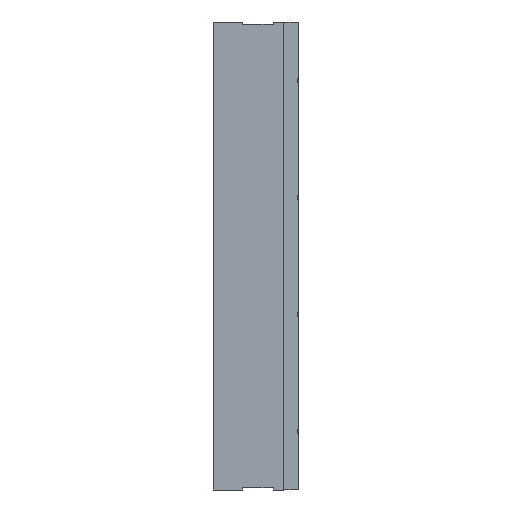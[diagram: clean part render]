
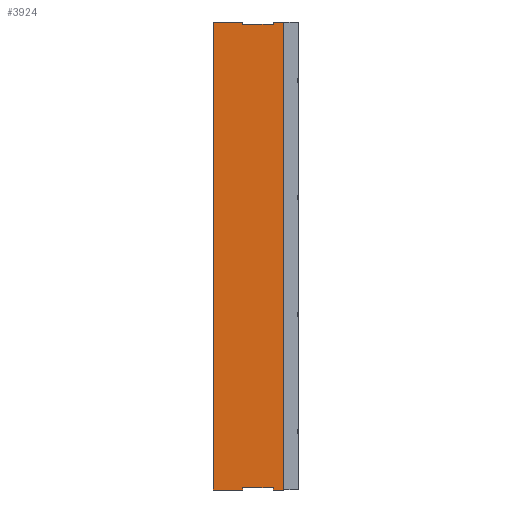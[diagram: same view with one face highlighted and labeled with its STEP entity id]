
A CAD part, left-side view. The second image highlights one B-rep face of the part: STEP entity #3924.
In plain terms, the highlighted face is planar.
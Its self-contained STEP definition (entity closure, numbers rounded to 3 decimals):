
#262=PLANE('',#4242);
#441=FACE_OUTER_BOUND('',#653,.T.);
#653=EDGE_LOOP('',(#2914,#2915,#2916,#2917,#2918,#2919,#2920,#2921,#2922,
#2923,#2924,#2925));
#871=LINE('',#5590,#1244);
#873=LINE('',#5596,#1246);
#876=LINE('',#5601,#1249);
#878=LINE('',#5605,#1251);
#883=LINE('',#5614,#1256);
#890=LINE('',#5630,#1263);
#894=LINE('',#5638,#1267);
#897=LINE('',#5644,#1270);
#904=LINE('',#5658,#1277);
#972=LINE('',#5793,#1345);
#974=LINE('',#5796,#1347);
#975=LINE('',#5798,#1348);
#1244=VECTOR('',#4564,10.);
#1246=VECTOR('',#4568,10.);
#1249=VECTOR('',#4573,10.);
#1251=VECTOR('',#4577,10.);
#1256=VECTOR('',#4584,10.);
#1263=VECTOR('',#4595,10.);
#1267=VECTOR('',#4601,10.);
#1270=VECTOR('',#4606,10.);
#1277=VECTOR('',#4619,10.);
#1345=VECTOR('',#4733,10.);
#1347=VECTOR('',#4737,10.);
#1348=VECTOR('',#4740,10.);
#1725=VERTEX_POINT('',#5584);
#1727=VERTEX_POINT('',#5588);
#1728=VERTEX_POINT('',#5592);
#1730=VERTEX_POINT('',#5595);
#1732=VERTEX_POINT('',#5604);
#1735=VERTEX_POINT('',#5612);
#1741=VERTEX_POINT('',#5627);
#1742=VERTEX_POINT('',#5629);
#1744=VERTEX_POINT('',#5635);
#1747=VERTEX_POINT('',#5643);
#1751=VERTEX_POINT('',#5657);
#1795=VERTEX_POINT('',#5792);
#2114=EDGE_CURVE('',#1725,#1727,#871,.T.);
#2116=EDGE_CURVE('',#1730,#1728,#873,.T.);
#2119=EDGE_CURVE('',#1727,#1730,#876,.T.);
#2121=EDGE_CURVE('',#1725,#1732,#878,.T.);
#2126=EDGE_CURVE('',#1735,#1728,#883,.T.);
#2133=EDGE_CURVE('',#1742,#1741,#890,.T.);
#2137=EDGE_CURVE('',#1741,#1744,#894,.T.);
#2140=EDGE_CURVE('',#1747,#1742,#897,.T.);
#2147=EDGE_CURVE('',#1747,#1751,#904,.T.);
#2215=EDGE_CURVE('',#1732,#1795,#972,.T.);
#2217=EDGE_CURVE('',#1751,#1735,#974,.T.);
#2218=EDGE_CURVE('',#1795,#1744,#975,.T.);
#2914=ORIENTED_EDGE('',*,*,#2116,.T.);
#2915=ORIENTED_EDGE('',*,*,#2126,.F.);
#2916=ORIENTED_EDGE('',*,*,#2217,.F.);
#2917=ORIENTED_EDGE('',*,*,#2147,.F.);
#2918=ORIENTED_EDGE('',*,*,#2140,.T.);
#2919=ORIENTED_EDGE('',*,*,#2133,.T.);
#2920=ORIENTED_EDGE('',*,*,#2137,.T.);
#2921=ORIENTED_EDGE('',*,*,#2218,.F.);
#2922=ORIENTED_EDGE('',*,*,#2215,.F.);
#2923=ORIENTED_EDGE('',*,*,#2121,.F.);
#2924=ORIENTED_EDGE('',*,*,#2114,.T.);
#2925=ORIENTED_EDGE('',*,*,#2119,.T.);
#3924=ADVANCED_FACE('',(#441),#262,.F.);
#4242=AXIS2_PLACEMENT_3D('',#5799,#4741,#4742);
#4564=DIRECTION('',(0.,0.,1.));
#4568=DIRECTION('',(0.,0.,-1.));
#4573=DIRECTION('',(1.,0.,0.));
#4577=DIRECTION('',(-1.,0.,0.));
#4584=DIRECTION('',(-1.,0.,0.));
#4595=DIRECTION('',(-1.,0.,0.));
#4601=DIRECTION('',(0.,0.,1.));
#4606=DIRECTION('',(0.,0.,-1.));
#4619=DIRECTION('',(1.,0.,0.));
#4733=DIRECTION('',(0.,0.,1.));
#4737=DIRECTION('',(0.,0.,-1.));
#4740=DIRECTION('',(1.,0.,0.));
#4741=DIRECTION('center_axis',(0.,1.,0.));
#4742=DIRECTION('ref_axis',(0.,0.,1.));
#5584=CARTESIAN_POINT('',(-2.5,0.,-100.));
#5588=CARTESIAN_POINT('',(-2.5,0.,-99.));
#5590=CARTESIAN_POINT('',(-2.5,0.,-50.));
#5592=CARTESIAN_POINT('',(10.5,0.,-100.));
#5595=CARTESIAN_POINT('',(10.5,0.,-99.));
#5596=CARTESIAN_POINT('',(10.5,0.,-50.));
#5601=CARTESIAN_POINT('',(2.,0.,-99.));
#5604=CARTESIAN_POINT('',(-15.,0.,-100.));
#5605=CARTESIAN_POINT('',(15.,0.,-100.));
#5612=CARTESIAN_POINT('',(15.,0.,-100.));
#5614=CARTESIAN_POINT('',(15.,0.,-100.));
#5627=CARTESIAN_POINT('',(-2.5,0.,99.));
#5629=CARTESIAN_POINT('',(10.5,0.,99.));
#5630=CARTESIAN_POINT('',(2.,0.,99.));
#5635=CARTESIAN_POINT('',(-2.5,0.,100.));
#5638=CARTESIAN_POINT('',(-2.5,0.,50.));
#5643=CARTESIAN_POINT('',(10.5,0.,100.));
#5644=CARTESIAN_POINT('',(10.5,0.,50.));
#5657=CARTESIAN_POINT('',(15.,0.,100.));
#5658=CARTESIAN_POINT('',(-15.,0.,100.));
#5792=CARTESIAN_POINT('',(-15.,0.,100.));
#5793=CARTESIAN_POINT('',(-15.,0.,-100.));
#5796=CARTESIAN_POINT('',(15.,0.,100.));
#5798=CARTESIAN_POINT('',(-15.,0.,100.));
#5799=CARTESIAN_POINT('Origin',(0.,0.,0.));
